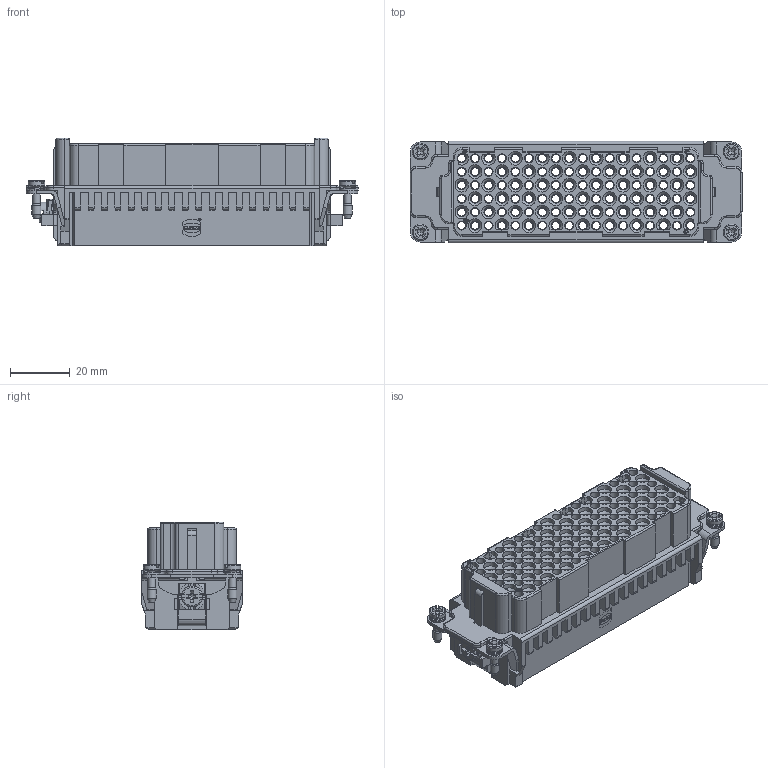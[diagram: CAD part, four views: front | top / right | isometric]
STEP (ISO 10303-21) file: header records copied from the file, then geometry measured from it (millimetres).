
FILE_DESCRIPTION(/* description */ (''),/* implementation_level */ '2;1');
FILE_NAME(/* name */ '100580309ugm000_b.stp',/* time_stamp */ '2017-11-02T07:45:42+01:00',/* author */ (''),/* organization */ (''),/* preprocessor_version */ 'ST-DEVELOPER v16',/* originating_system */ 'SIEMENS PLM Software NX 10.0',/* authorisation */ '');
FILE_SCHEMA (('AUTOMOTIVE_DESIGN { 1 0 10303 214 3 1 1 1 }'));
Products named in the file (1): 100580309ugm000_b
Bounding box: 111 x 34 x 36.1 mm (x, y, z)
Volume: 54127 mm3; surface area: 60226 mm2
Topology: 1 solids, 1 shells, 1837 faces, 5065 edges, 3525 vertices
Faces by surface type: plane 890, cylinder 594, cone 212, bspline 133, torus 8
Full cylindrical faces by diameter (mm): 2.438 x2, 2.5 x10, 2.6 x108, 3 x112, 3.2 x1, 3.5 x1, 3.7 x1, 3.8 x108, 4 x2, 4.5 x2, 4.6 x39, 5.5 x4, 7 x1
Entity records: 72493 total; most frequent: CARTESIAN_POINT 14895, ORIENTED_EDGE 8914, DIRECTION 8600, EDGE_CURVE 4457, VERTEX_POINT 3387, AXIS2_PLACEMENT_3D 3223, EDGE_LOOP 2853, LINE 2154
